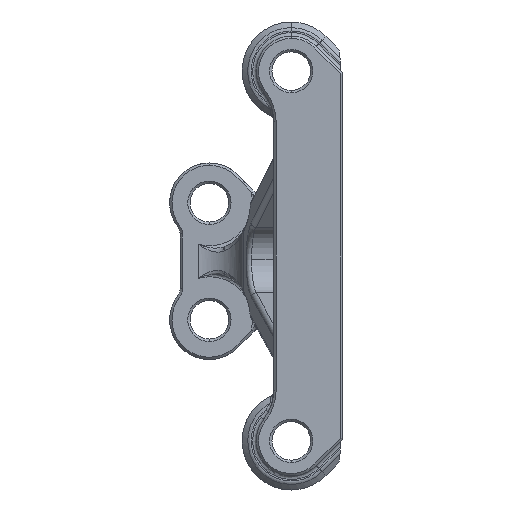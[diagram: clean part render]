
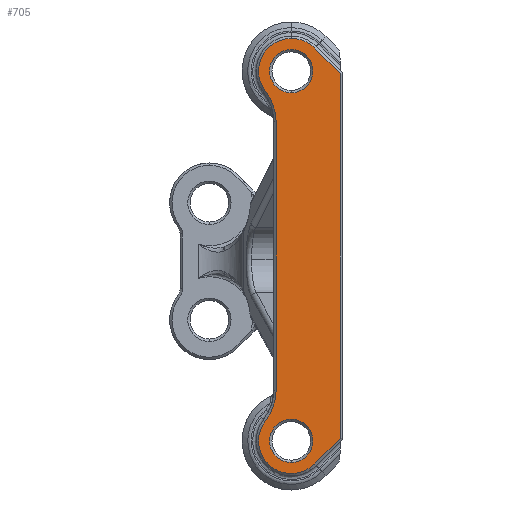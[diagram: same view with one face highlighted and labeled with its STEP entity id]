
A CAD part, front view. The second image highlights one B-rep face of the part: STEP entity #705.
In plain terms, the highlighted planar face has unit normal (0, -1, 0).
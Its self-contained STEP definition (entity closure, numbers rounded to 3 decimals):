
#10 = CARTESIAN_POINT ( 'NONE',  ( -30.5, 13.4, -11.47 ) ) ;
#108 = VERTEX_POINT ( 'NONE', #3569 ) ;
#247 = AXIS2_PLACEMENT_3D ( 'NONE', #4056, #6051, #4189 ) ;
#290 = VERTEX_POINT ( 'NONE', #6272 ) ;
#301 = VERTEX_POINT ( 'NONE', #3983 ) ;
#422 = EDGE_CURVE ( 'NONE', #7436, #4240, #5555, .T. ) ;
#508 = VECTOR ( 'NONE', #4637, 1000. ) ;
#667 = FACE_OUTER_BOUND ( 'NONE', #876, .T. ) ;
#705 = ADVANCED_FACE ( 'NONE', ( #1218, #3760, #667 ), #3209, .F. ) ;
#713 = LINE ( 'NONE', #1304, #4875 ) ;
#721 = DIRECTION ( 'NONE',  ( 0., 0., 1. ) ) ;
#876 = EDGE_LOOP ( 'NONE', ( #2009, #7477, #2548, #4966, #6476, #7126, #1534, #1953, #2396 ) ) ;
#888 = ORIENTED_EDGE ( 'NONE', *, *, #4100, .T. ) ;
#897 = CIRCLE ( 'NONE', #5569, 1.85 ) ;
#1113 = CARTESIAN_POINT ( 'NONE',  ( -25., 13.4, 18.6 ) ) ;
#1154 = EDGE_CURVE ( 'NONE', #1412, #290, #2877, .T. ) ;
#1164 = AXIS2_PLACEMENT_3D ( 'NONE', #7611, #3784, #6447 ) ;
#1212 = EDGE_CURVE ( 'NONE', #7943, #6425, #2783, .T. ) ;
#1218 = FACE_BOUND ( 'NONE', #6890, .T. ) ;
#1304 = CARTESIAN_POINT ( 'NONE',  ( -12.135, 13.4, 6.895 ) ) ;
#1372 = DIRECTION ( 'NONE',  ( 0., 0., 1. ) ) ;
#1412 = VERTEX_POINT ( 'NONE', #4235 ) ;
#1452 = CARTESIAN_POINT ( 'NONE',  ( -20.8, 13.4, -11.47 ) ) ;
#1469 = CARTESIAN_POINT ( 'NONE',  ( -20.8, 13.4, -15.56 ) ) ;
#1490 = CARTESIAN_POINT ( 'NONE',  ( -30.5, 13.4, -11.47 ) ) ;
#1534 = ORIENTED_EDGE ( 'NONE', *, *, #1775, .T. ) ;
#1668 = CARTESIAN_POINT ( 'NONE',  ( -25., 13.4, -15.8 ) ) ;
#1775 = EDGE_CURVE ( 'NONE', #2338, #1412, #4049, .T. ) ;
#1953 = ORIENTED_EDGE ( 'NONE', *, *, #1154, .T. ) ;
#2009 = ORIENTED_EDGE ( 'NONE', *, *, #4116, .T. ) ;
#2205 = CARTESIAN_POINT ( 'NONE',  ( -26.3, 13.4, -11.47 ) ) ;
#2338 = VERTEX_POINT ( 'NONE', #3155 ) ;
#2348 = EDGE_CURVE ( 'NONE', #4240, #2338, #3153, .T. ) ;
#2396 = ORIENTED_EDGE ( 'NONE', *, *, #4908, .T. ) ;
#2445 = DIRECTION ( 'NONE',  ( 0., -1., 0. ) ) ;
#2548 = ORIENTED_EDGE ( 'NONE', *, *, #8036, .T. ) ;
#2569 = ORIENTED_EDGE ( 'NONE', *, *, #3178, .T. ) ;
#2606 = VERTEX_POINT ( 'NONE', #7453 ) ;
#2638 = ORIENTED_EDGE ( 'NONE', *, *, #3369, .T. ) ;
#2674 = CARTESIAN_POINT ( 'NONE',  ( -25., 13.4, 15.8 ) ) ;
#2771 = CIRCLE ( 'NONE', #7434, 1.85 ) ;
#2783 = LINE ( 'NONE', #1452, #4879 ) ;
#2877 = CIRCLE ( 'NONE', #6205, 4.2 ) ;
#2908 = CIRCLE ( 'NONE', #247, 1.85 ) ;
#3046 = CIRCLE ( 'NONE', #6910, 2.8 ) ;
#3099 = CARTESIAN_POINT ( 'NONE',  ( -23.02, 13.4, 17.78 ) ) ;
#3153 = CIRCLE ( 'NONE', #1164, 4.2 ) ;
#3155 = CARTESIAN_POINT ( 'NONE',  ( -26.3, 13.4, 11.47 ) ) ;
#3178 = EDGE_CURVE ( 'NONE', #301, #7489, #897, .T. ) ;
#3209 = PLANE ( 'NONE',  #6215 ) ;
#3369 = EDGE_CURVE ( 'NONE', #2606, #7265, #2771, .T. ) ;
#3473 = CIRCLE ( 'NONE', #5610, 1.85 ) ;
#3569 = CARTESIAN_POINT ( 'NONE',  ( -23.02, 13.4, -17.78 ) ) ;
#3760 = FACE_BOUND ( 'NONE', #7674, .T. ) ;
#3764 = DIRECTION ( 'NONE',  ( 0., 1., 0. ) ) ;
#3784 = DIRECTION ( 'NONE',  ( 0., 1., 0. ) ) ;
#3843 = DIRECTION ( 'NONE',  ( 0., 0., 1. ) ) ;
#3877 = DIRECTION ( 'NONE',  ( 0., 0., 1. ) ) ;
#3954 = DIRECTION ( 'NONE',  ( 0., 1., 0. ) ) ;
#3983 = CARTESIAN_POINT ( 'NONE',  ( -25., 13.4, -13.95 ) ) ;
#4049 = LINE ( 'NONE', #2205, #4224 ) ;
#4056 = CARTESIAN_POINT ( 'NONE',  ( -25., 13.4, -15.8 ) ) ;
#4096 = DIRECTION ( 'NONE',  ( 0., 0., -1. ) ) ;
#4100 = EDGE_CURVE ( 'NONE', #7489, #301, #2908, .T. ) ;
#4116 = EDGE_CURVE ( 'NONE', #108, #7943, #7884, .T. ) ;
#4189 = DIRECTION ( 'NONE',  ( 0., 0., 1. ) ) ;
#4224 = VECTOR ( 'NONE', #4096, 1000. ) ;
#4235 = CARTESIAN_POINT ( 'NONE',  ( -26.3, 13.4, -11.47 ) ) ;
#4240 = VERTEX_POINT ( 'NONE', #5011 ) ;
#4614 = DIRECTION ( 'NONE',  ( 0., 0., 1. ) ) ;
#4637 = DIRECTION ( 'NONE',  ( 0.707, 0., 0.707 ) ) ;
#4656 = DIRECTION ( 'NONE',  ( 0., 1., 0. ) ) ;
#4875 = VECTOR ( 'NONE', #5925, 1000. ) ;
#4879 = VECTOR ( 'NONE', #3877, 1000. ) ;
#4908 = EDGE_CURVE ( 'NONE', #290, #108, #3046, .T. ) ;
#4958 = VERTEX_POINT ( 'NONE', #3099 ) ;
#4966 = ORIENTED_EDGE ( 'NONE', *, *, #5914, .T. ) ;
#4968 = DIRECTION ( 'NONE',  ( 0., 1., 0. ) ) ;
#5011 = CARTESIAN_POINT ( 'NONE',  ( -27.2, 13.4, 14.068 ) ) ;
#5029 = CARTESIAN_POINT ( 'NONE',  ( -25., 13.4, -17.65 ) ) ;
#5066 = CARTESIAN_POINT ( 'NONE',  ( -25., 13.4, -15.8 ) ) ;
#5305 = CARTESIAN_POINT ( 'NONE',  ( -23.605, 13.4, -18.365 ) ) ;
#5322 = AXIS2_PLACEMENT_3D ( 'NONE', #2674, #7709, #3843 ) ;
#5555 = CIRCLE ( 'NONE', #6343, 2.8 ) ;
#5569 = AXIS2_PLACEMENT_3D ( 'NONE', #1668, #8082, #8127 ) ;
#5572 = ORIENTED_EDGE ( 'NONE', *, *, #6927, .T. ) ;
#5610 = AXIS2_PLACEMENT_3D ( 'NONE', #6260, #3764, #7435 ) ;
#5618 = DIRECTION ( 'NONE',  ( 0., 0., 1. ) ) ;
#5914 = EDGE_CURVE ( 'NONE', #4958, #7436, #6252, .T. ) ;
#5925 = DIRECTION ( 'NONE',  ( -0.707, 0., 0.707 ) ) ;
#5998 = CARTESIAN_POINT ( 'NONE',  ( -25., 13.4, 15.8 ) ) ;
#6051 = DIRECTION ( 'NONE',  ( 0., 1., 0. ) ) ;
#6205 = AXIS2_PLACEMENT_3D ( 'NONE', #1490, #3954, #1372 ) ;
#6215 = AXIS2_PLACEMENT_3D ( 'NONE', #10, #4968, #7586 ) ;
#6252 = CIRCLE ( 'NONE', #5322, 2.8 ) ;
#6260 = CARTESIAN_POINT ( 'NONE',  ( -25., 13.4, 15.8 ) ) ;
#6272 = CARTESIAN_POINT ( 'NONE',  ( -27.2, 13.4, -14.068 ) ) ;
#6343 = AXIS2_PLACEMENT_3D ( 'NONE', #6472, #7685, #721 ) ;
#6425 = VERTEX_POINT ( 'NONE', #8060 ) ;
#6447 = DIRECTION ( 'NONE',  ( 0., 0., 1. ) ) ;
#6472 = CARTESIAN_POINT ( 'NONE',  ( -25., 13.4, 15.8 ) ) ;
#6476 = ORIENTED_EDGE ( 'NONE', *, *, #422, .T. ) ;
#6890 = EDGE_LOOP ( 'NONE', ( #5572, #2638 ) ) ;
#6910 = AXIS2_PLACEMENT_3D ( 'NONE', #5066, #2445, #5618 ) ;
#6927 = EDGE_CURVE ( 'NONE', #7265, #2606, #3473, .T. ) ;
#7126 = ORIENTED_EDGE ( 'NONE', *, *, #2348, .T. ) ;
#7265 = VERTEX_POINT ( 'NONE', #7659 ) ;
#7434 = AXIS2_PLACEMENT_3D ( 'NONE', #5998, #4656, #4614 ) ;
#7435 = DIRECTION ( 'NONE',  ( 0., 0., 1. ) ) ;
#7436 = VERTEX_POINT ( 'NONE', #1113 ) ;
#7453 = CARTESIAN_POINT ( 'NONE',  ( -25., 13.4, 17.65 ) ) ;
#7477 = ORIENTED_EDGE ( 'NONE', *, *, #1212, .T. ) ;
#7489 = VERTEX_POINT ( 'NONE', #5029 ) ;
#7586 = DIRECTION ( 'NONE',  ( 0., 0., 1. ) ) ;
#7611 = CARTESIAN_POINT ( 'NONE',  ( -30.5, 13.4, 11.47 ) ) ;
#7659 = CARTESIAN_POINT ( 'NONE',  ( -25., 13.4, 13.95 ) ) ;
#7674 = EDGE_LOOP ( 'NONE', ( #888, #2569 ) ) ;
#7685 = DIRECTION ( 'NONE',  ( 0., -1., 0. ) ) ;
#7709 = DIRECTION ( 'NONE',  ( 0., -1., 0. ) ) ;
#7884 = LINE ( 'NONE', #5305, #508 ) ;
#7943 = VERTEX_POINT ( 'NONE', #1469 ) ;
#8036 = EDGE_CURVE ( 'NONE', #6425, #4958, #713, .T. ) ;
#8060 = CARTESIAN_POINT ( 'NONE',  ( -20.8, 13.4, 15.56 ) ) ;
#8082 = DIRECTION ( 'NONE',  ( 0., 1., 0. ) ) ;
#8127 = DIRECTION ( 'NONE',  ( 0., 0., 1. ) ) ;
